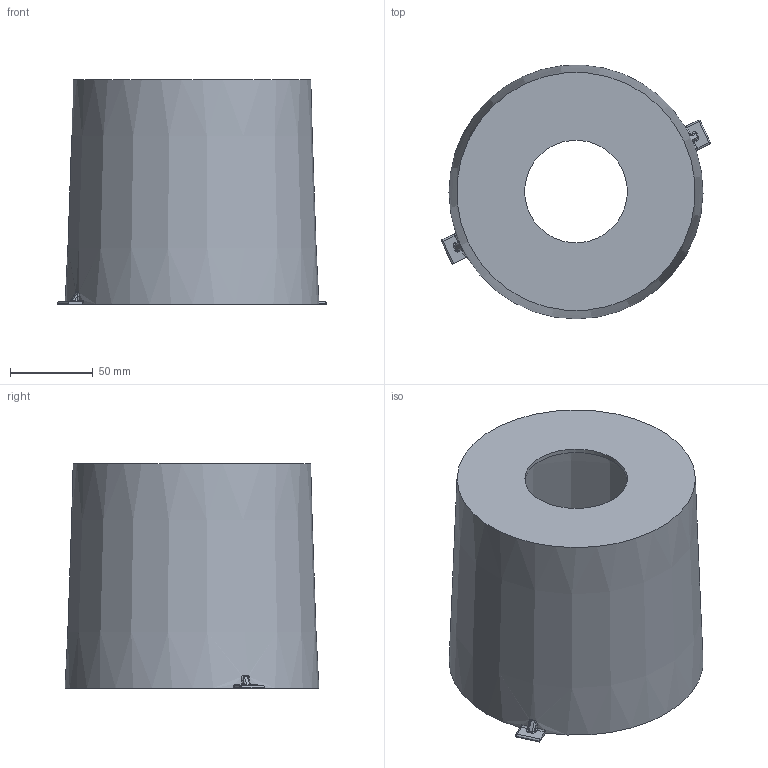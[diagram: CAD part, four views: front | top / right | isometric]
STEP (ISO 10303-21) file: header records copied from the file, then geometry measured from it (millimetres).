
FILE_DESCRIPTION(/* description */ (''),/* implementation_level */ '2;1');
FILE_NAME(/* name */ 'filter cover.step',/* time_stamp */ '2020-10-05T17:12:23-04:00',/* author */ (''),/* organization */ (''),/* preprocessor_version */ 'ST-DEVELOPER v18.1',/* originating_system */ 'Autodesk Translation Framework v9.3.0.1241',/* authorisation */ '');
FILE_SCHEMA (('AUTOMOTIVE_DESIGN { 1 0 10303 214 3 1 1 }'));
Length unit declared in the file: millimetre
Products named in the file (3): filter cover; Integrated enclosure; lid
Assembly tree (2 placements, depth 3):
  filter cover
    Integrated enclosure
      lid
Bounding box: 162.61 x 153.42 x 135.5 mm (x, y, z)
Volume: 173835.8 mm3; surface area: 151090.4 mm2
Topology: 1 solids, 1 shells, 74 faces, 180 edges, 107 vertices
Faces by surface type: plane 21, bspline 20, cylinder 19, sphere 7, torus 5, cone 2
Full cylindrical faces by diameter (mm): 62 x1
Entity records: 2912 total; most frequent: CARTESIAN_POINT 1199, ORIENTED_EDGE 356, DIRECTION 333, EDGE_CURVE 178, AXIS2_PLACEMENT_3D 137, VERTEX_POINT 107, EDGE_LOOP 77, FACE_OUTER_BOUND 74
